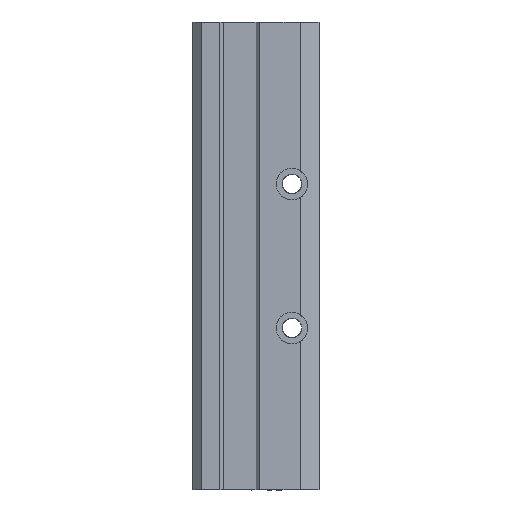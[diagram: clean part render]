
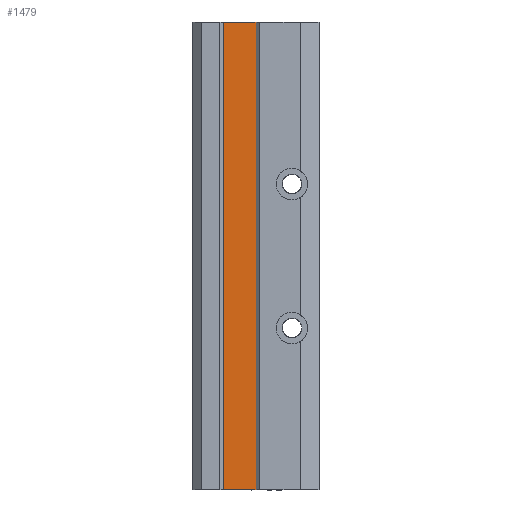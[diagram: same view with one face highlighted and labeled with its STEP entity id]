
A CAD part, left-side view. The second image highlights one B-rep face of the part: STEP entity #1479.
In plain terms, the highlighted free-form (B-spline) face has degree [1, 1] with [2, 2] control points.
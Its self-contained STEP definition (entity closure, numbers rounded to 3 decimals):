
#20 = VERTEX_POINT ( 'NONE', #416 ) ;
#77 = CARTESIAN_POINT ( 'NONE',  ( -12., 26.5, -130. ) ) ;
#107 = B_SPLINE_CURVE_WITH_KNOTS ( 'NONE', 1,
 ( #1761, #3054 ),
 .UNSPECIFIED., .F., .F.,
 ( 2, 2 ),
 ( 0., 1. ),
 .UNSPECIFIED. ) ;
#263 = ORIENTED_EDGE ( 'NONE', *, *, #2911, .T. ) ;
#297 = CARTESIAN_POINT ( 'NONE',  ( -12., 17.5, -130. ) ) ;
#378 = CARTESIAN_POINT ( 'NONE',  ( -12., 26.5, 0. ) ) ;
#416 = CARTESIAN_POINT ( 'NONE',  ( -12., 17.5, 0. ) ) ;
#675 = CARTESIAN_POINT ( 'NONE',  ( -12., 17.5, -130. ) ) ;
#905 = EDGE_CURVE ( 'NONE', #1286, #20, #1403, .T. ) ;
#908 = CARTESIAN_POINT ( 'NONE',  ( -12., 17.5, 0. ) ) ;
#1084 = CARTESIAN_POINT ( 'NONE',  ( -12., 26.5, -130. ) ) ;
#1286 = VERTEX_POINT ( 'NONE', #675 ) ;
#1324 = CARTESIAN_POINT ( 'NONE',  ( -12., 26.5, 0. ) ) ;
#1403 = B_SPLINE_CURVE_WITH_KNOTS ( 'NONE', 1,
 ( #1907, #908 ),
 .UNSPECIFIED., .F., .F.,
 ( 2, 2 ),
 ( 0., 1. ),
 .UNSPECIFIED. ) ;
#1436 = ORIENTED_EDGE ( 'NONE', *, *, #1488, .T. ) ;
#1479 = ADVANCED_FACE ( 'NONE', ( #1941 ), #2370, .T. ) ;
#1488 = EDGE_CURVE ( 'NONE', #2554, #2658, #2921, .T. ) ;
#1579 = CARTESIAN_POINT ( 'NONE',  ( -12., 26.5, 0. ) ) ;
#1650 = CARTESIAN_POINT ( 'NONE',  ( -12., 17.5, 0. ) ) ;
#1710 = CARTESIAN_POINT ( 'NONE',  ( -12., 26.5, -130. ) ) ;
#1761 = CARTESIAN_POINT ( 'NONE',  ( -12., 26.5, -130. ) ) ;
#1840 = CARTESIAN_POINT ( 'NONE',  ( -12., 17.5, 0. ) ) ;
#1887 = CARTESIAN_POINT ( 'NONE',  ( -12., 26.5, 0. ) ) ;
#1907 = CARTESIAN_POINT ( 'NONE',  ( -12., 17.5, -130. ) ) ;
#1941 = FACE_OUTER_BOUND ( 'NONE', #2157, .T. ) ;
#2157 = EDGE_LOOP ( 'NONE', ( #3031, #1436, #263, #2791 ) ) ;
#2335 = EDGE_CURVE ( 'NONE', #2554, #20, #2798, .T. ) ;
#2370 = B_SPLINE_SURFACE_WITH_KNOTS ( 'NONE', 1, 1, ( 
 ( #1084, #1324 ),
 ( #297, #1840 ) ),
 .UNSPECIFIED., .F., .F., .F.,
 ( 2, 2 ),
 ( 2, 2 ),
 ( 0., 1. ),
 ( 0., 1. ),
 .UNSPECIFIED. ) ;
#2554 = VERTEX_POINT ( 'NONE', #1887 ) ;
#2658 = VERTEX_POINT ( 'NONE', #1710 ) ;
#2791 = ORIENTED_EDGE ( 'NONE', *, *, #905, .T. ) ;
#2798 = B_SPLINE_CURVE_WITH_KNOTS ( 'NONE', 1,
 ( #378, #1650 ),
 .UNSPECIFIED., .F., .F.,
 ( 2, 2 ),
 ( 0., 1. ),
 .UNSPECIFIED. ) ;
#2911 = EDGE_CURVE ( 'NONE', #2658, #1286, #107, .T. ) ;
#2921 = B_SPLINE_CURVE_WITH_KNOTS ( 'NONE', 1,
 ( #1579, #77 ),
 .UNSPECIFIED., .F., .F.,
 ( 2, 2 ),
 ( 0., 1. ),
 .UNSPECIFIED. ) ;
#3031 = ORIENTED_EDGE ( 'NONE', *, *, #2335, .F. ) ;
#3054 = CARTESIAN_POINT ( 'NONE',  ( -12., 17.5, -130. ) ) ;
